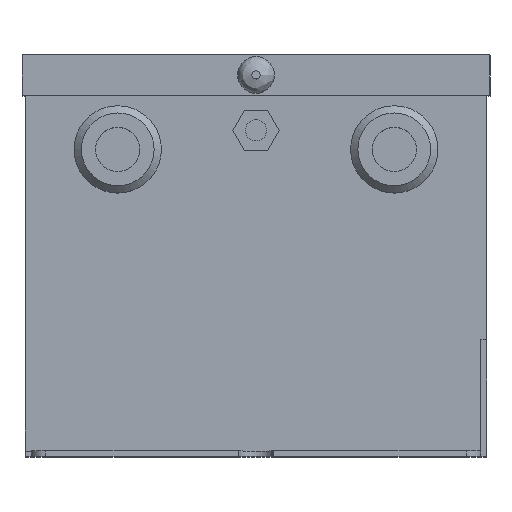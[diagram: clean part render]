
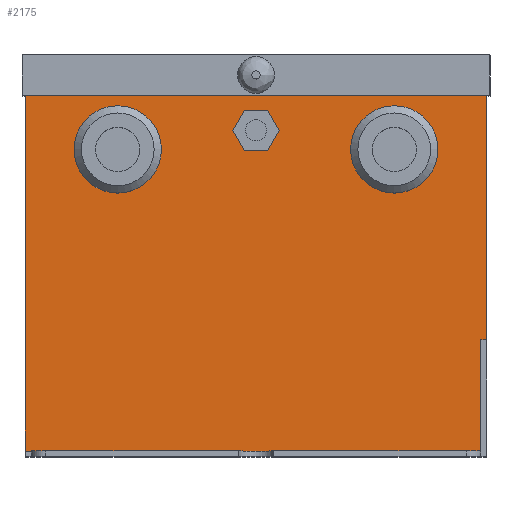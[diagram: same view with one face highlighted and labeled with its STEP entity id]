
A CAD part, top view. The second image highlights one B-rep face of the part: STEP entity #2175.
In plain terms, the highlighted planar face has unit normal (0, 0, 1).
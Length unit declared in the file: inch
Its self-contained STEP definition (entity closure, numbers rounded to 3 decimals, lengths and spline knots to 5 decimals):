
#33=FACE_BOUND('',#333,.T.);
#34=FACE_BOUND('',#334,.T.);
#35=FACE_BOUND('',#335,.T.);
#83=PLANE('',#2337);
#189=FACE_OUTER_BOUND('',#332,.T.);
#332=EDGE_LOOP('',(#1644,#1645,#1646,#1647,#1648,#1649));
#333=EDGE_LOOP('',(#1650,#1651,#1652,#1653,#1654,#1655));
#334=EDGE_LOOP('',(#1656));
#335=EDGE_LOOP('',(#1657));
#511=LINE('',#3190,#752);
#527=LINE('',#3226,#768);
#532=LINE('',#3236,#773);
#541=LINE('',#3254,#782);
#542=LINE('',#3265,#783);
#543=LINE('',#3266,#784);
#544=LINE('',#3269,#785);
#545=LINE('',#3271,#786);
#546=LINE('',#3273,#787);
#547=LINE('',#3275,#788);
#548=LINE('',#3277,#789);
#549=LINE('',#3278,#790);
#752=VECTOR('',#2555,0.3937);
#768=VECTOR('',#2589,0.3937);
#773=VECTOR('',#2598,0.3937);
#782=VECTOR('',#2613,0.3937);
#783=VECTOR('',#2624,0.3937);
#784=VECTOR('',#2625,0.3937);
#785=VECTOR('',#2626,0.3937);
#786=VECTOR('',#2627,0.3937);
#787=VECTOR('',#2628,0.3937);
#788=VECTOR('',#2629,0.3937);
#789=VECTOR('',#2630,0.3937);
#790=VECTOR('',#2631,0.3937);
#990=CIRCLE('',#2338,0.375);
#991=CIRCLE('',#2339,0.375);
#1063=VERTEX_POINT('',#3187);
#1064=VERTEX_POINT('',#3189);
#1075=VERTEX_POINT('',#3225);
#1077=VERTEX_POINT('',#3233);
#1078=VERTEX_POINT('',#3235);
#1089=VERTEX_POINT('',#3264);
#1090=VERTEX_POINT('',#3267);
#1091=VERTEX_POINT('',#3268);
#1092=VERTEX_POINT('',#3270);
#1093=VERTEX_POINT('',#3272);
#1094=VERTEX_POINT('',#3274);
#1095=VERTEX_POINT('',#3276);
#1096=VERTEX_POINT('',#3279);
#1097=VERTEX_POINT('',#3281);
#1273=EDGE_CURVE('',#1064,#1063,#511,.T.);
#1291=EDGE_CURVE('',#1063,#1075,#527,.T.);
#1296=EDGE_CURVE('',#1077,#1078,#532,.T.);
#1306=EDGE_CURVE('',#1064,#1077,#541,.T.);
#1311=EDGE_CURVE('',#1075,#1089,#542,.T.);
#1312=EDGE_CURVE('',#1089,#1078,#543,.T.);
#1313=EDGE_CURVE('',#1090,#1091,#544,.T.);
#1314=EDGE_CURVE('',#1091,#1092,#545,.T.);
#1315=EDGE_CURVE('',#1092,#1093,#546,.T.);
#1316=EDGE_CURVE('',#1093,#1094,#547,.T.);
#1317=EDGE_CURVE('',#1094,#1095,#548,.T.);
#1318=EDGE_CURVE('',#1095,#1090,#549,.T.);
#1319=EDGE_CURVE('',#1096,#1096,#990,.T.);
#1320=EDGE_CURVE('',#1097,#1097,#991,.T.);
#1644=ORIENTED_EDGE('',*,*,#1273,.T.);
#1645=ORIENTED_EDGE('',*,*,#1291,.T.);
#1646=ORIENTED_EDGE('',*,*,#1311,.T.);
#1647=ORIENTED_EDGE('',*,*,#1312,.T.);
#1648=ORIENTED_EDGE('',*,*,#1296,.F.);
#1649=ORIENTED_EDGE('',*,*,#1306,.F.);
#1650=ORIENTED_EDGE('',*,*,#1313,.T.);
#1651=ORIENTED_EDGE('',*,*,#1314,.T.);
#1652=ORIENTED_EDGE('',*,*,#1315,.T.);
#1653=ORIENTED_EDGE('',*,*,#1316,.T.);
#1654=ORIENTED_EDGE('',*,*,#1317,.T.);
#1655=ORIENTED_EDGE('',*,*,#1318,.T.);
#1656=ORIENTED_EDGE('',*,*,#1319,.T.);
#1657=ORIENTED_EDGE('',*,*,#1320,.T.);
#2175=ADVANCED_FACE('',(#189,#33,#34,#35),#83,.T.);
#2337=AXIS2_PLACEMENT_3D('',#3263,#2622,#2623);
#2338=AXIS2_PLACEMENT_3D('',#3280,#2632,#2633);
#2339=AXIS2_PLACEMENT_3D('',#3282,#2634,#2635);
#2555=DIRECTION('',(0.,1.,0.));
#2589=DIRECTION('',(1.,0.,0.));
#2598=DIRECTION('',(0.,1.,0.));
#2613=DIRECTION('',(-1.,0.,0.));
#2622=DIRECTION('center_axis',(0.,0.,1.));
#2623=DIRECTION('ref_axis',(0.,1.,0.));
#2624=DIRECTION('',(0.,1.,0.));
#2625=DIRECTION('',(-1.,0.,0.));
#2626=DIRECTION('',(-0.5,-0.866,0.));
#2627=DIRECTION('',(-1.,0.,0.));
#2628=DIRECTION('',(-0.5,0.866,0.));
#2629=DIRECTION('',(0.5,0.866,0.));
#2630=DIRECTION('',(1.,0.,0.));
#2631=DIRECTION('',(0.5,-0.866,0.));
#2632=DIRECTION('center_axis',(0.,0.,-1.));
#2633=DIRECTION('ref_axis',(-1.,0.,0.));
#2634=DIRECTION('center_axis',(0.,0.,-1.));
#2635=DIRECTION('ref_axis',(-1.,0.,0.));
#3187=CARTESIAN_POINT('',(-0.05,1.,2.4));
#3189=CARTESIAN_POINT('',(-0.05,0.045,2.4));
#3190=CARTESIAN_POINT('',(-0.05,0.0225,2.4));
#3225=CARTESIAN_POINT('',(0.,1.,2.4));
#3226=CARTESIAN_POINT('',(-0.0125,1.,2.4));
#3233=CARTESIAN_POINT('',(-3.96,0.045,2.4));
#3235=CARTESIAN_POINT('',(-3.96,3.1,2.4));
#3236=CARTESIAN_POINT('',(-3.96,0.045,2.4));
#3254=CARTESIAN_POINT('',(0.,0.045,2.4));
#3263=CARTESIAN_POINT('Origin',(0.,0.045,2.4));
#3264=CARTESIAN_POINT('',(0.,3.1,2.4));
#3265=CARTESIAN_POINT('',(0.,0.045,2.4));
#3266=CARTESIAN_POINT('',(-0.99,3.1,2.4));
#3267=CARTESIAN_POINT('',(-1.78081,2.8,2.4));
#3268=CARTESIAN_POINT('',(-1.88041,2.6275,2.4));
#3269=CARTESIAN_POINT('',(-2.20448,2.06618,2.4));
#3270=CARTESIAN_POINT('',(-2.07959,2.6275,2.4));
#3271=CARTESIAN_POINT('',(-1.0398,2.6275,2.4));
#3272=CARTESIAN_POINT('',(-2.17919,2.8,2.4));
#3273=CARTESIAN_POINT('',(-1.31031,1.29507,2.4));
#3274=CARTESIAN_POINT('',(-2.07959,2.9725,2.4));
#3275=CARTESIAN_POINT('',(-2.45347,2.32493,2.4));
#3276=CARTESIAN_POINT('',(-1.88041,2.9725,2.4));
#3277=CARTESIAN_POINT('',(-0.9402,2.9725,2.4));
#3278=CARTESIAN_POINT('',(-0.96174,1.38132,2.4));
#3279=CARTESIAN_POINT('',(-0.4175,2.63552,2.4));
#3280=CARTESIAN_POINT('Origin',(-0.7925,2.63552,2.4));
#3281=CARTESIAN_POINT('',(-2.7925,2.63552,2.4));
#3282=CARTESIAN_POINT('Origin',(-3.1675,2.63552,2.4));
